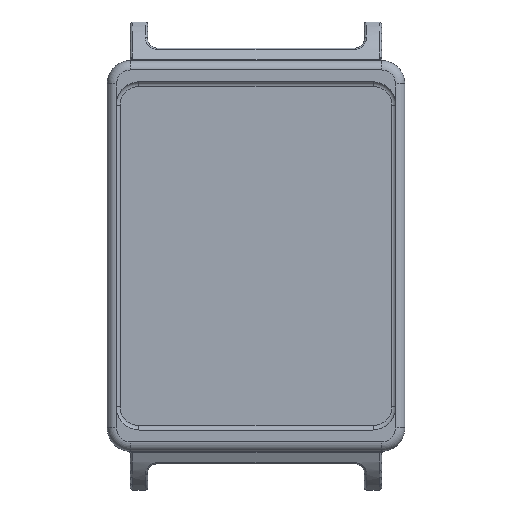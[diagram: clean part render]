
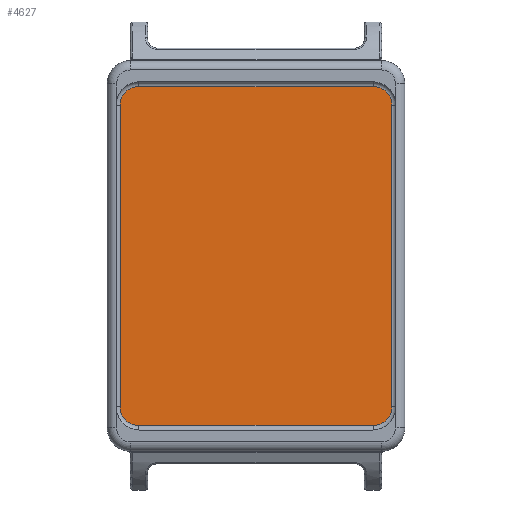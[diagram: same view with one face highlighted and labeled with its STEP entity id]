
A CAD part, top view. The second image highlights one B-rep face of the part: STEP entity #4627.
In plain terms, the highlighted planar face has unit normal (0, 0, 1).
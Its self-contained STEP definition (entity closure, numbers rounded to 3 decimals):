
#160 = LINE ( 'NONE', #4169, #3591 ) ;
#214 = CARTESIAN_POINT ( 'NONE',  ( -12.612, -16.224, -6.931 ) ) ;
#290 = EDGE_CURVE ( 'NONE', #4099, #3379, #4571, .T. ) ;
#646 = CARTESIAN_POINT ( 'NONE',  ( 14.612, 16.224, -6.931 ) ) ;
#882 = CARTESIAN_POINT ( 'NONE',  ( 12.612, 16.224, -6.931 ) ) ;
#1131 = VECTOR ( 'NONE', #2835, 1000. ) ;
#1146 = DIRECTION ( 'NONE',  ( 1., 0., 0. ) ) ;
#1376 = VERTEX_POINT ( 'NONE', #5918 ) ;
#1475 = ORIENTED_EDGE ( 'NONE', *, *, #5116, .T. ) ;
#1611 = AXIS2_PLACEMENT_3D ( 'NONE', #882, #4929, #5923 ) ;
#1644 = DIRECTION ( 'NONE',  ( 0., -1., 0. ) ) ;
#1741 = AXIS2_PLACEMENT_3D ( 'NONE', #214, #4223, #4258 ) ;
#1859 = CARTESIAN_POINT ( 'NONE',  ( -12.612, 16.224, -6.931 ) ) ;
#2123 = CIRCLE ( 'NONE', #5062, 2. ) ;
#2142 = VERTEX_POINT ( 'NONE', #3946 ) ;
#2241 = FACE_OUTER_BOUND ( 'NONE', #4458, .T. ) ;
#2341 = AXIS2_PLACEMENT_3D ( 'NONE', #3324, #2854, #3355 ) ;
#2357 = DIRECTION ( 'NONE',  ( -1., 0., 0. ) ) ;
#2549 = VERTEX_POINT ( 'NONE', #5438 ) ;
#2603 = CARTESIAN_POINT ( 'NONE',  ( -14.612, 16.224, -6.931 ) ) ;
#2609 = ORIENTED_EDGE ( 'NONE', *, *, #6183, .T. ) ;
#2835 = DIRECTION ( 'NONE',  ( -1., 0., 0. ) ) ;
#2854 = DIRECTION ( 'NONE',  ( 0., 0., -1. ) ) ;
#2942 = EDGE_CURVE ( 'NONE', #2142, #2549, #5652, .T. ) ;
#2985 = VECTOR ( 'NONE', #3569, 1000. ) ;
#2995 = CIRCLE ( 'NONE', #5748, 2. ) ;
#3242 = ORIENTED_EDGE ( 'NONE', *, *, #4764, .T. ) ;
#3273 = EDGE_CURVE ( 'NONE', #6320, #1376, #4246, .T. ) ;
#3301 = ORIENTED_EDGE ( 'NONE', *, *, #2942, .T. ) ;
#3324 = CARTESIAN_POINT ( 'NONE',  ( -12.612, 16.224, -6.931 ) ) ;
#3355 = DIRECTION ( 'NONE',  ( -1., 0., 0. ) ) ;
#3379 = VERTEX_POINT ( 'NONE', #4094 ) ;
#3467 = CARTESIAN_POINT ( 'NONE',  ( 12.612, -16.224, -6.931 ) ) ;
#3569 = DIRECTION ( 'NONE',  ( 0., 1., 0. ) ) ;
#3591 = VECTOR ( 'NONE', #1146, 1000. ) ;
#3647 = CARTESIAN_POINT ( 'NONE',  ( -14.612, -16.224, -6.931 ) ) ;
#3781 = CARTESIAN_POINT ( 'NONE',  ( -12.612, 18.224, -6.931 ) ) ;
#3858 = DIRECTION ( 'NONE',  ( 0., 0., 1. ) ) ;
#3946 = CARTESIAN_POINT ( 'NONE',  ( 14.612, -16.224, -6.931 ) ) ;
#3971 = VECTOR ( 'NONE', #1644, 1000. ) ;
#4059 = VERTEX_POINT ( 'NONE', #2603 ) ;
#4094 = CARTESIAN_POINT ( 'NONE',  ( -12.612, -18.224, -6.931 ) ) ;
#4099 = VERTEX_POINT ( 'NONE', #5677 ) ;
#4169 = CARTESIAN_POINT ( 'NONE',  ( 12.612, -18.224, -6.931 ) ) ;
#4223 = DIRECTION ( 'NONE',  ( 0., 0., 1. ) ) ;
#4246 = LINE ( 'NONE', #3781, #1131 ) ;
#4250 = VERTEX_POINT ( 'NONE', #5348 ) ;
#4258 = DIRECTION ( 'NONE',  ( -1., 0., 0. ) ) ;
#4314 = CARTESIAN_POINT ( 'NONE',  ( 12.612, 18.224, -6.931 ) ) ;
#4458 = EDGE_LOOP ( 'NONE', ( #1475, #3301, #3242, #5601, #5389, #2609, #4554, #4674 ) ) ;
#4554 = ORIENTED_EDGE ( 'NONE', *, *, #290, .T. ) ;
#4571 = CIRCLE ( 'NONE', #1741, 2. ) ;
#4593 = EDGE_CURVE ( 'NONE', #3379, #4250, #160, .T. ) ;
#4627 = ADVANCED_FACE ( 'NONE', ( #2241 ), #6331, .F. ) ;
#4674 = ORIENTED_EDGE ( 'NONE', *, *, #4593, .T. ) ;
#4764 = EDGE_CURVE ( 'NONE', #2549, #6320, #5087, .T. ) ;
#4929 = DIRECTION ( 'NONE',  ( 0., 0., 1. ) ) ;
#4993 = EDGE_CURVE ( 'NONE', #1376, #4059, #2995, .T. ) ;
#5043 = DIRECTION ( 'NONE',  ( -1., 0., 0. ) ) ;
#5062 = AXIS2_PLACEMENT_3D ( 'NONE', #3467, #5980, #5043 ) ;
#5087 = CIRCLE ( 'NONE', #1611, 2. ) ;
#5116 = EDGE_CURVE ( 'NONE', #4250, #2142, #2123, .T. ) ;
#5210 = LINE ( 'NONE', #3647, #3971 ) ;
#5348 = CARTESIAN_POINT ( 'NONE',  ( 12.612, -18.224, -6.931 ) ) ;
#5389 = ORIENTED_EDGE ( 'NONE', *, *, #4993, .T. ) ;
#5438 = CARTESIAN_POINT ( 'NONE',  ( 14.612, 16.224, -6.931 ) ) ;
#5601 = ORIENTED_EDGE ( 'NONE', *, *, #3273, .T. ) ;
#5652 = LINE ( 'NONE', #646, #2985 ) ;
#5677 = CARTESIAN_POINT ( 'NONE',  ( -14.612, -16.224, -6.931 ) ) ;
#5748 = AXIS2_PLACEMENT_3D ( 'NONE', #1859, #3858, #2357 ) ;
#5918 = CARTESIAN_POINT ( 'NONE',  ( -12.612, 18.224, -6.931 ) ) ;
#5923 = DIRECTION ( 'NONE',  ( -1., 0., 0. ) ) ;
#5980 = DIRECTION ( 'NONE',  ( 0., 0., 1. ) ) ;
#6183 = EDGE_CURVE ( 'NONE', #4059, #4099, #5210, .T. ) ;
#6320 = VERTEX_POINT ( 'NONE', #4314 ) ;
#6331 = PLANE ( 'NONE',  #2341 ) ;
